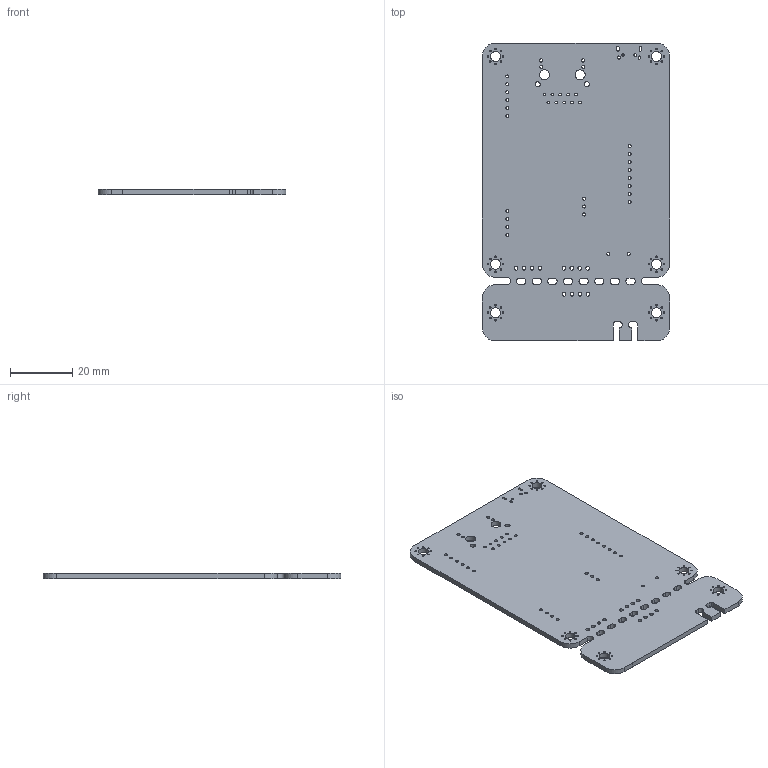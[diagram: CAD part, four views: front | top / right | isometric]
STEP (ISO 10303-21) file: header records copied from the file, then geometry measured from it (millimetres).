
FILE_DESCRIPTION(('KiCad electronic assembly'),'2;1');
FILE_NAME('Meetmodule V3.step','2023-01-25T11:26:35',('Pcbnew'),('Kicad' ),'Open CASCADE STEP processor 7.6','KiCad to STEP converter', 'Unknown');
FILE_SCHEMA(('AUTOMOTIVE_DESIGN { 1 0 10303 214 1 1 1 1 }'));
Length unit declared in the file: millimetre
Products named in the file (2): Meetmodule V3 1; Meetmodule V3 PCB
Assembly tree (1 placements, depth 2):
  Meetmodule V3 1
    Meetmodule V3 PCB
Bounding box: 60 x 95.3 x 1.64 mm (x, y, z)
Volume: 8946.6 mm3; surface area: 12163.3 mm2
Topology: 1 solids, 1 shells, 194 faces, 576 edges, 384 vertices
Faces by surface type: cylinder 148, plane 46
Full cylindrical faces by diameter (mm): 0.5 x48, 0.8 x2, 0.89 x10, 0.95 x10, 1 x13, 1.02 x4, 1.19 x12, 1.63 x2, 3.2 x8
Entity records: 15551 total; most frequent: CARTESIAN_POINT 4096, DIRECTION 2108, ORIENTED_EDGE 1152, PCURVE 1152, DEFINITIONAL_REPRESENTATION 1152, LINE 1124, VECTOR 1124, EDGE_CURVE 576
